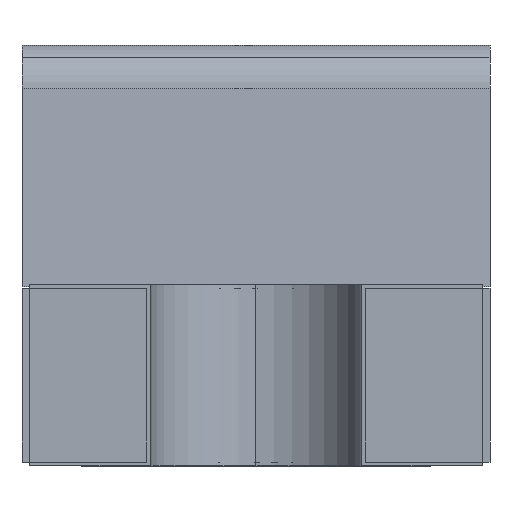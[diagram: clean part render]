
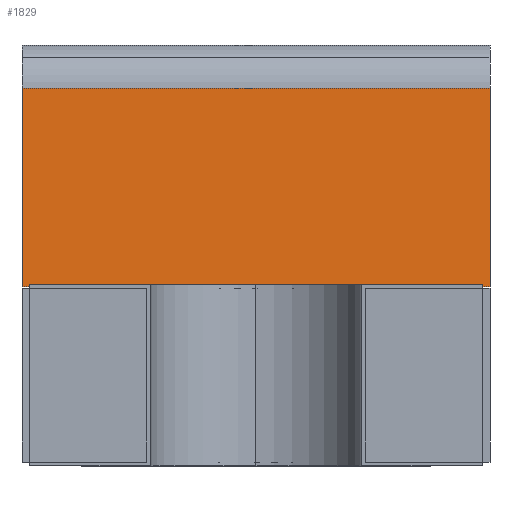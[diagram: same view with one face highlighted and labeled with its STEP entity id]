
A CAD part, front view. The second image highlights one B-rep face of the part: STEP entity #1829.
In plain terms, the highlighted planar face has unit normal (0, -0.999, 0.052).
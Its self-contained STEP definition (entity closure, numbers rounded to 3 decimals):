
#62 = PLANE ( 'NONE',  #876 ) ;
#75 = LINE ( 'NONE', #275, #1217 ) ;
#94 = ORIENTED_EDGE ( 'NONE', *, *, #1100, .T. ) ;
#98 = EDGE_LOOP ( 'NONE', ( #1245, #1005, #94, #1571 ) ) ;
#139 = CARTESIAN_POINT ( 'NONE',  ( 0.394, -0.528, 0.636 ) ) ;
#143 = LINE ( 'NONE', #1441, #1366 ) ;
#228 = EDGE_CURVE ( 'NONE', #965, #1286, #815, .T. ) ;
#257 = DIRECTION ( 'NONE',  ( 0., -0.999, 0.052 ) ) ;
#275 = CARTESIAN_POINT ( 'NONE',  ( 0.394, -0.546, 0.302 ) ) ;
#349 = LINE ( 'NONE', #1493, #1925 ) ;
#452 = VERTEX_POINT ( 'NONE', #2057 ) ;
#718 = CARTESIAN_POINT ( 'NONE',  ( -0.409, -0.546, 0.296 ) ) ;
#808 = DIRECTION ( 'NONE',  ( 1., 0., 0. ) ) ;
#815 = LINE ( 'NONE', #1997, #1791 ) ;
#876 = AXIS2_PLACEMENT_3D ( 'NONE', #718, #257, #1732 ) ;
#965 = VERTEX_POINT ( 'NONE', #1257 ) ;
#1005 = ORIENTED_EDGE ( 'NONE', *, *, #2115, .T. ) ;
#1032 = VERTEX_POINT ( 'NONE', #1654 ) ;
#1074 = FACE_OUTER_BOUND ( 'NONE', #98, .T. ) ;
#1100 = EDGE_CURVE ( 'NONE', #452, #1286, #75, .T. ) ;
#1217 = VECTOR ( 'NONE', #1878, 1000. ) ;
#1245 = ORIENTED_EDGE ( 'NONE', *, *, #2002, .F. ) ;
#1257 = CARTESIAN_POINT ( 'NONE',  ( -0.394, -0.528, 0.636 ) ) ;
#1286 = VERTEX_POINT ( 'NONE', #139 ) ;
#1287 = DIRECTION ( 'NONE',  ( 0., 0.052, 0.999 ) ) ;
#1366 = VECTOR ( 'NONE', #1287, 1000. ) ;
#1441 = CARTESIAN_POINT ( 'NONE',  ( -0.394, -0.546, 0.302 ) ) ;
#1493 = CARTESIAN_POINT ( 'NONE',  ( -0.394, -0.546, 0.302 ) ) ;
#1529 = DIRECTION ( 'NONE',  ( 1., 0., 0. ) ) ;
#1571 = ORIENTED_EDGE ( 'NONE', *, *, #228, .F. ) ;
#1654 = CARTESIAN_POINT ( 'NONE',  ( -0.394, -0.546, 0.302 ) ) ;
#1732 = DIRECTION ( 'NONE',  ( -1., 0., 0. ) ) ;
#1791 = VECTOR ( 'NONE', #1529, 1000. ) ;
#1829 = ADVANCED_FACE ( 'NONE', ( #1074 ), #62, .T. ) ;
#1878 = DIRECTION ( 'NONE',  ( 0., 0.052, 0.999 ) ) ;
#1925 = VECTOR ( 'NONE', #808, 1000. ) ;
#1997 = CARTESIAN_POINT ( 'NONE',  ( -0.394, -0.528, 0.636 ) ) ;
#2002 = EDGE_CURVE ( 'NONE', #1032, #965, #143, .T. ) ;
#2057 = CARTESIAN_POINT ( 'NONE',  ( 0.394, -0.546, 0.302 ) ) ;
#2115 = EDGE_CURVE ( 'NONE', #1032, #452, #349, .T. ) ;
